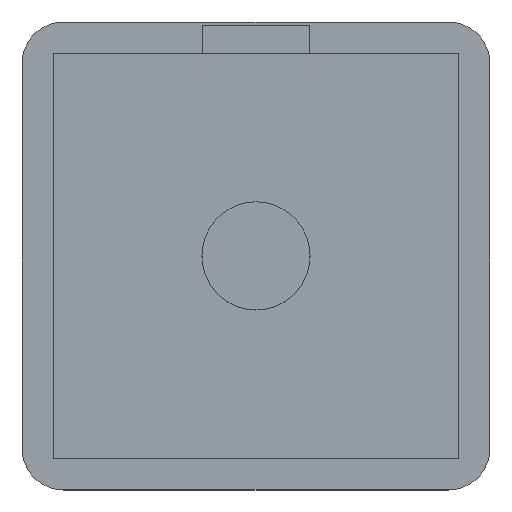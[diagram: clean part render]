
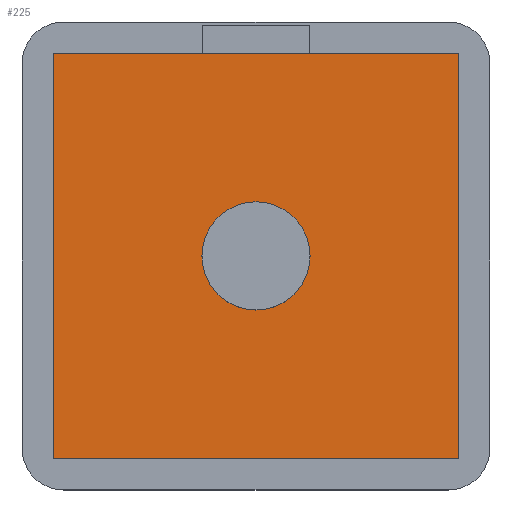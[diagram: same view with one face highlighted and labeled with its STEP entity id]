
A CAD part, top view. The second image highlights one B-rep face of the part: STEP entity #225.
In plain terms, the highlighted planar face has unit normal (0, 0, 1).
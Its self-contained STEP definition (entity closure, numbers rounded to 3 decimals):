
#225=ADVANCED_FACE('',(#281,#282),#283,.T.);
#281=FACE_BOUND('',#430,.T.);
#282=FACE_OUTER_BOUND('',#431,.T.);
#283=PLANE('',#432);
#430=EDGE_LOOP('',(#612));
#431=EDGE_LOOP('',(#613,#614,#615,#616));
#432=AXIS2_PLACEMENT_3D('',#617,#618,#619);
#612=ORIENTED_EDGE('',*,*,#648,.F.);
#613=ORIENTED_EDGE('',*,*,#698,.T.);
#614=ORIENTED_EDGE('',*,*,#704,.T.);
#615=ORIENTED_EDGE('',*,*,#706,.T.);
#616=ORIENTED_EDGE('',*,*,#708,.T.);
#617=CARTESIAN_POINT('',(0.0,0.0,3.0));
#618=DIRECTION('',(0.0,0.0,1.0));
#619=DIRECTION('',(1.0,0.0,0.0));
#648=EDGE_CURVE('',#714,#714,#715,.T.);
#698=EDGE_CURVE('',#798,#799,#800,.T.);
#704=EDGE_CURVE('',#799,#808,#809,.T.);
#706=EDGE_CURVE('',#808,#811,#812,.T.);
#708=EDGE_CURVE('',#811,#798,#814,.T.);
#714=VERTEX_POINT('',#822);
#715=CIRCLE('',#823,5.2);
#798=VERTEX_POINT('',#934);
#799=VERTEX_POINT('',#935);
#800=LINE('',#936,#937);
#808=VERTEX_POINT('',#950);
#809=LINE('',#951,#952);
#811=VERTEX_POINT('',#955);
#812=LINE('',#956,#957);
#814=LINE('',#960,#961);
#822=CARTESIAN_POINT('',(5.2,0.0,3.0));
#823=AXIS2_PLACEMENT_3D('',#974,#975,#976);
#934=CARTESIAN_POINT('',(19.5,19.5,3.0));
#935=CARTESIAN_POINT('',(-19.5,19.5,3.0));
#936=CARTESIAN_POINT('',(0.,19.5,3.0));
#937=VECTOR('',#1068,1.0);
#950=CARTESIAN_POINT('',(-19.5,-19.5,3.0));
#951=CARTESIAN_POINT('',(-19.5,0.,3.0));
#952=VECTOR('',#1074,1.0);
#955=CARTESIAN_POINT('',(19.5,-19.5,3.0));
#956=CARTESIAN_POINT('',(0.,-19.5,3.0));
#957=VECTOR('',#1076,1.0);
#960=CARTESIAN_POINT('',(19.5,0.,3.0));
#961=VECTOR('',#1078,1.0);
#974=CARTESIAN_POINT('',(0.0,0.0,3.0));
#975=DIRECTION('',(0.0,0.0,1.0));
#976=DIRECTION('',(1.0,0.0,0.0));
#1068=DIRECTION('',(-1.0,0.,0.0));
#1074=DIRECTION('',(0.,-1.0,0.0));
#1076=DIRECTION('',(1.0,0.0,0.0));
#1078=DIRECTION('',(0.,1.0,0.0));
